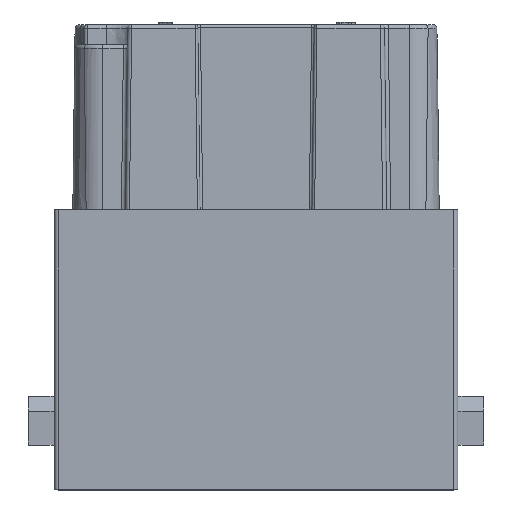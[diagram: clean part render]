
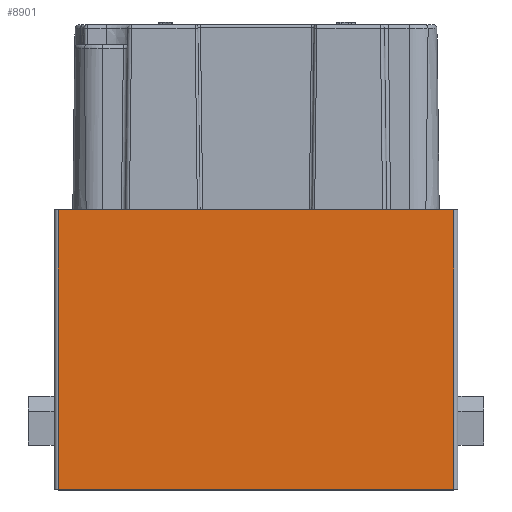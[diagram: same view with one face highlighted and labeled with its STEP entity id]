
A CAD part, top view. The second image highlights one B-rep face of the part: STEP entity #8901.
In plain terms, the highlighted planar face has unit normal (0, 0, 1).
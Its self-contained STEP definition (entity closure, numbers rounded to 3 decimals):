
#7810=FACE_OUTER_BOUND('',#14849,.T.);
#8901=ADVANCED_FACE('',(#7810),#9859,.T.);
#9859=PLANE('',#27515);
#11214=LINE('',#35806,#12978);
#11216=LINE('',#35815,#12980);
#11217=LINE('',#35817,#12981);
#11218=LINE('',#35819,#12982);
#12978=VECTOR('',#29699,1.);
#12980=VECTOR('',#29707,1.);
#12981=VECTOR('',#29708,1.);
#12982=VECTOR('',#29709,1.);
#14849=EDGE_LOOP('',(#16536,#16537,#16538,#16539));
#16536=ORIENTED_EDGE('',*,*,#24121,.F.);
#16537=ORIENTED_EDGE('',*,*,#24122,.F.);
#16538=ORIENTED_EDGE('',*,*,#24123,.T.);
#16539=ORIENTED_EDGE('',*,*,#24117,.T.);
#22024=VERTEX_POINT('',#35807);
#22025=VERTEX_POINT('',#35808);
#22028=VERTEX_POINT('',#35816);
#22029=VERTEX_POINT('',#35818);
#24117=EDGE_CURVE('',#22024,#22025,#11214,.T.);
#24121=EDGE_CURVE('',#22028,#22025,#11216,.T.);
#24122=EDGE_CURVE('',#22029,#22028,#11217,.T.);
#24123=EDGE_CURVE('',#22029,#22024,#11218,.T.);
#27515=AXIS2_PLACEMENT_3D('',#35820,#29710,#29711);
#29699=DIRECTION('',(0.,-1.,0.));
#29707=DIRECTION('',(-1.,0.,0.));
#29708=DIRECTION('',(0.,-1.,0.));
#29709=DIRECTION('',(-1.,0.,0.));
#29710=DIRECTION('',(0.,0.,1.));
#29711=DIRECTION('',(1.,0.,0.));
#35806=CARTESIAN_POINT('',(-14.85,0.,7.3));
#35807=CARTESIAN_POINT('',(-14.85,0.,7.3));
#35808=CARTESIAN_POINT('',(-14.85,-21.,7.3));
#35815=CARTESIAN_POINT('',(14.85,-21.,7.3));
#35816=CARTESIAN_POINT('',(14.85,-21.,7.3));
#35817=CARTESIAN_POINT('',(14.85,0.,7.3));
#35818=CARTESIAN_POINT('',(14.85,0.,7.3));
#35819=CARTESIAN_POINT('',(14.85,0.,7.3));
#35820=CARTESIAN_POINT('',(-15.15,0.,7.3));
